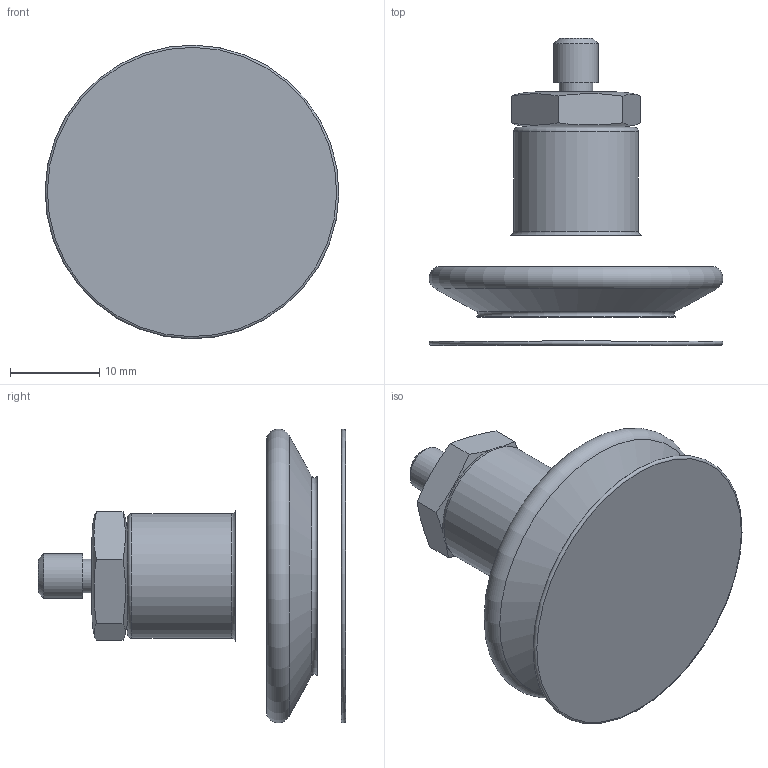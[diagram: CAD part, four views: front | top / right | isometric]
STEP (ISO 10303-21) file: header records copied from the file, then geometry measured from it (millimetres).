
FILE_DESCRIPTION(/* description */ (''),/* implementation_level */ '2;1');
FILE_NAME(/* name */ 'vf33nit_rac3rm5m.stp',/* time_stamp */ '2020-07-21T12:27:18+02:00',/* author */ ('enginyeria'),/* organization */ (''),/* preprocessor_version */ 'ST-DEVELOPER v17',/* originating_system */ 'Autodesk Inventor 2019',/* authorisation */ '');
FILE_SCHEMA (('CONFIG_CONTROL_DESIGN'));
Length unit declared in the file: millimetre
Products named in the file (1): Pieza29
Bounding box: 33 x 34.5 x 33 mm (x, y, z)
Volume: 9832.1 mm3; surface area: 4082.6 mm2
Topology: 1 solids, 1 shells, 28 faces, 81 edges, 59 vertices
Faces by surface type: plane 12, torus 5, cone 5, cylinder 4, bspline 2
Full cylindrical faces by diameter (mm): 2 x1, 3.8 x1, 5 x1, 14 x1
Entity records: 1142 total; most frequent: CARTESIAN_POINT 297, DIRECTION 169, ORIENTED_EDGE 162, EDGE_CURVE 81, AXIS2_PLACEMENT_3D 77, VERTEX_POINT 59, CIRCLE 50, EDGE_LOOP 32
